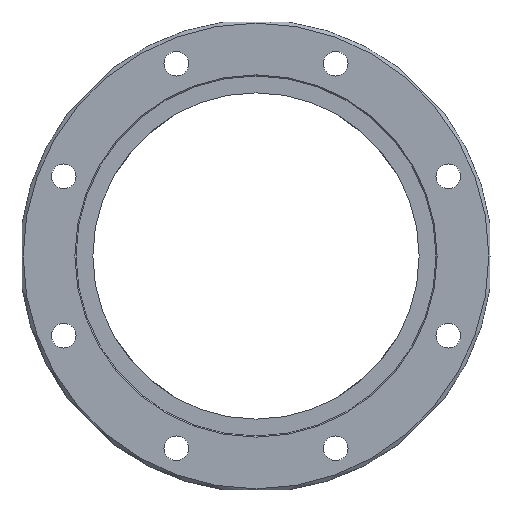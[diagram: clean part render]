
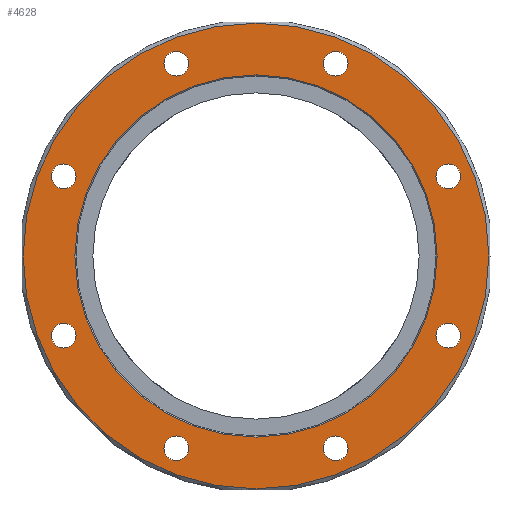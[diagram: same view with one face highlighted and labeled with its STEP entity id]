
A CAD part, left-side view. The second image highlights one B-rep face of the part: STEP entity #4628.
In plain terms, the highlighted planar face has unit normal (-1, 0, 0).
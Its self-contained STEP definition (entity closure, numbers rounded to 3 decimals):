
#1510=CARTESIAN_POINT('',(-30.,0.,0.));
#1511=DIRECTION('',(-1.,0.,0.));
#1512=DIRECTION('',(0.,1.,0.));
#1513=AXIS2_PLACEMENT_3D('',#1510,#1511,#1512);
#1515=CARTESIAN_POINT('',(-30.,0.,0.));
#1516=DIRECTION('',(-1.,0.,0.));
#1517=DIRECTION('',(0.,-1.,0.));
#1518=AXIS2_PLACEMENT_3D('',#1515,#1516,#1517);
#1520=CARTESIAN_POINT('',(-30.,170.918,70.796));
#1521=DIRECTION('',(1.,0.,0.));
#1522=DIRECTION('',(0.,-1.,0.));
#1523=AXIS2_PLACEMENT_3D('',#1520,#1521,#1522);
#1525=CARTESIAN_POINT('',(-30.,170.918,70.796));
#1526=DIRECTION('',(1.,0.,0.));
#1527=DIRECTION('',(0.,1.,0.));
#1528=AXIS2_PLACEMENT_3D('',#1525,#1526,#1527);
#1530=CARTESIAN_POINT('',(-30.,70.796,170.918));
#1531=DIRECTION('',(1.,0.,0.));
#1532=DIRECTION('',(0.,-1.,0.));
#1533=AXIS2_PLACEMENT_3D('',#1530,#1531,#1532);
#1535=CARTESIAN_POINT('',(-30.,70.796,170.918));
#1536=DIRECTION('',(1.,0.,0.));
#1537=DIRECTION('',(0.,1.,0.));
#1538=AXIS2_PLACEMENT_3D('',#1535,#1536,#1537);
#1540=CARTESIAN_POINT('',(-30.,-70.796,170.918));
#1541=DIRECTION('',(1.,0.,0.));
#1542=DIRECTION('',(0.,-1.,0.));
#1543=AXIS2_PLACEMENT_3D('',#1540,#1541,#1542);
#1545=CARTESIAN_POINT('',(-30.,-70.796,170.918));
#1546=DIRECTION('',(1.,0.,0.));
#1547=DIRECTION('',(0.,1.,0.));
#1548=AXIS2_PLACEMENT_3D('',#1545,#1546,#1547);
#1550=CARTESIAN_POINT('',(-30.,-170.918,70.796));
#1551=DIRECTION('',(1.,0.,0.));
#1552=DIRECTION('',(0.,-1.,0.));
#1553=AXIS2_PLACEMENT_3D('',#1550,#1551,#1552);
#1555=CARTESIAN_POINT('',(-30.,-170.918,70.796));
#1556=DIRECTION('',(1.,0.,0.));
#1557=DIRECTION('',(0.,1.,0.));
#1558=AXIS2_PLACEMENT_3D('',#1555,#1556,#1557);
#1560=CARTESIAN_POINT('',(-30.,-170.918,-70.796));
#1561=DIRECTION('',(1.,0.,0.));
#1562=DIRECTION('',(0.,-1.,0.));
#1563=AXIS2_PLACEMENT_3D('',#1560,#1561,#1562);
#1565=CARTESIAN_POINT('',(-30.,-170.918,-70.796));
#1566=DIRECTION('',(1.,0.,0.));
#1567=DIRECTION('',(0.,1.,0.));
#1568=AXIS2_PLACEMENT_3D('',#1565,#1566,#1567);
#1570=CARTESIAN_POINT('',(-30.,-70.796,-170.918));
#1571=DIRECTION('',(1.,0.,0.));
#1572=DIRECTION('',(0.,-1.,0.));
#1573=AXIS2_PLACEMENT_3D('',#1570,#1571,#1572);
#1575=CARTESIAN_POINT('',(-30.,-70.796,-170.918));
#1576=DIRECTION('',(1.,0.,0.));
#1577=DIRECTION('',(0.,1.,0.));
#1578=AXIS2_PLACEMENT_3D('',#1575,#1576,#1577);
#1580=CARTESIAN_POINT('',(-30.,70.796,-170.918));
#1581=DIRECTION('',(1.,0.,0.));
#1582=DIRECTION('',(0.,-1.,0.));
#1583=AXIS2_PLACEMENT_3D('',#1580,#1581,#1582);
#1585=CARTESIAN_POINT('',(-30.,70.796,-170.918));
#1586=DIRECTION('',(1.,0.,0.));
#1587=DIRECTION('',(0.,1.,0.));
#1588=AXIS2_PLACEMENT_3D('',#1585,#1586,#1587);
#1590=CARTESIAN_POINT('',(-30.,170.918,-70.796));
#1591=DIRECTION('',(1.,0.,0.));
#1592=DIRECTION('',(0.,-1.,0.));
#1593=AXIS2_PLACEMENT_3D('',#1590,#1591,#1592);
#1595=CARTESIAN_POINT('',(-30.,170.918,-70.796));
#1596=DIRECTION('',(1.,0.,0.));
#1597=DIRECTION('',(0.,1.,0.));
#1598=AXIS2_PLACEMENT_3D('',#1595,#1596,#1597);
#1600=CARTESIAN_POINT('',(-30.,0.,0.));
#1601=DIRECTION('',(-1.,0.,0.));
#1602=DIRECTION('',(0.,1.,0.));
#1603=AXIS2_PLACEMENT_3D('',#1600,#1601,#1602);
#1605=CARTESIAN_POINT('',(-30.,0.,0.));
#1606=DIRECTION('',(-1.,0.,0.));
#1607=DIRECTION('',(0.,-1.,0.));
#1608=AXIS2_PLACEMENT_3D('',#1605,#1606,#1607);
#2529=CARTESIAN_POINT('',(-30.,159.918,70.796));
#2530=CARTESIAN_POINT('',(-30.,181.918,70.796));
#2531=VERTEX_POINT('',#2529);
#2532=VERTEX_POINT('',#2530);
#2541=CARTESIAN_POINT('',(-30.,59.796,170.918));
#2542=CARTESIAN_POINT('',(-30.,81.796,170.918));
#2543=VERTEX_POINT('',#2541);
#2544=VERTEX_POINT('',#2542);
#2557=CARTESIAN_POINT('',(-30.,-81.796,170.918));
#2558=CARTESIAN_POINT('',(-30.,-59.796,170.918));
#2559=VERTEX_POINT('',#2557);
#2560=VERTEX_POINT('',#2558);
#2573=CARTESIAN_POINT('',(-30.,-181.918,70.796));
#2574=CARTESIAN_POINT('',(-30.,-159.918,70.796));
#2575=VERTEX_POINT('',#2573);
#2576=VERTEX_POINT('',#2574);
#2589=CARTESIAN_POINT('',(-30.,-181.918,-70.796));
#2590=CARTESIAN_POINT('',(-30.,-159.918,-70.796));
#2591=VERTEX_POINT('',#2589);
#2592=VERTEX_POINT('',#2590);
#2605=CARTESIAN_POINT('',(-30.,-81.796,-170.918));
#2606=CARTESIAN_POINT('',(-30.,-59.796,-170.918));
#2607=VERTEX_POINT('',#2605);
#2608=VERTEX_POINT('',#2606);
#2621=CARTESIAN_POINT('',(-30.,59.796,-170.918));
#2622=CARTESIAN_POINT('',(-30.,81.796,-170.918));
#2623=VERTEX_POINT('',#2621);
#2624=VERTEX_POINT('',#2622);
#2637=CARTESIAN_POINT('',(-30.,159.918,-70.796));
#2638=CARTESIAN_POINT('',(-30.,181.918,-70.796));
#2639=VERTEX_POINT('',#2637);
#2640=VERTEX_POINT('',#2638);
#2649=CARTESIAN_POINT('',(-30.,207.,0.));
#2650=CARTESIAN_POINT('',(-30.,-207.,0.));
#2651=VERTEX_POINT('',#2649);
#2652=VERTEX_POINT('',#2650);
#2657=CARTESIAN_POINT('',(-30.,161.,0.));
#2658=CARTESIAN_POINT('',(-30.,-161.,0.));
#2659=VERTEX_POINT('',#2657);
#2660=VERTEX_POINT('',#2658);
#4567=CARTESIAN_POINT('',(-30.,0.,0.));
#4568=DIRECTION('',(1.,0.,0.));
#4569=DIRECTION('',(0.,-1.,0.));
#4570=AXIS2_PLACEMENT_3D('',#4567,#4568,#4569);
#4571=PLANE('',#4570);
#4572=ORIENTED_EDGE('',*,*,#3283,.F.);
#4573=ORIENTED_EDGE('',*,*,#3319,.F.);
#4574=EDGE_LOOP('',(#4572,#4573));
#4575=FACE_OUTER_BOUND('',#4574,.F.);
#4577=ORIENTED_EDGE('',*,*,#4576,.F.);
#4579=ORIENTED_EDGE('',*,*,#4578,.F.);
#4580=EDGE_LOOP('',(#4577,#4579));
#4581=FACE_BOUND('',#4580,.F.);
#4583=ORIENTED_EDGE('',*,*,#4582,.F.);
#4585=ORIENTED_EDGE('',*,*,#4584,.F.);
#4586=EDGE_LOOP('',(#4583,#4585));
#4587=FACE_BOUND('',#4586,.F.);
#4589=ORIENTED_EDGE('',*,*,#4588,.F.);
#4591=ORIENTED_EDGE('',*,*,#4590,.F.);
#4592=EDGE_LOOP('',(#4589,#4591));
#4593=FACE_BOUND('',#4592,.F.);
#4595=ORIENTED_EDGE('',*,*,#4594,.F.);
#4597=ORIENTED_EDGE('',*,*,#4596,.F.);
#4598=EDGE_LOOP('',(#4595,#4597));
#4599=FACE_BOUND('',#4598,.F.);
#4601=ORIENTED_EDGE('',*,*,#4600,.F.);
#4603=ORIENTED_EDGE('',*,*,#4602,.F.);
#4604=EDGE_LOOP('',(#4601,#4603));
#4605=FACE_BOUND('',#4604,.F.);
#4607=ORIENTED_EDGE('',*,*,#4606,.F.);
#4609=ORIENTED_EDGE('',*,*,#4608,.F.);
#4610=EDGE_LOOP('',(#4607,#4609));
#4611=FACE_BOUND('',#4610,.F.);
#4613=ORIENTED_EDGE('',*,*,#4612,.F.);
#4615=ORIENTED_EDGE('',*,*,#4614,.F.);
#4616=EDGE_LOOP('',(#4613,#4615));
#4617=FACE_BOUND('',#4616,.F.);
#4619=ORIENTED_EDGE('',*,*,#4618,.F.);
#4621=ORIENTED_EDGE('',*,*,#4620,.F.);
#4622=EDGE_LOOP('',(#4619,#4621));
#4623=FACE_BOUND('',#4622,.F.);
#4624=ORIENTED_EDGE('',*,*,#4549,.T.);
#4625=ORIENTED_EDGE('',*,*,#4534,.T.);
#4626=EDGE_LOOP('',(#4624,#4625));
#4627=FACE_BOUND('',#4626,.F.);
#4628=ADVANCED_FACE('',(#4575,#4581,#4587,#4593,#4599,#4605,#4611,#4617,#4623,
#4627),#4571,.F.);
#1514=CIRCLE('',#1513,207.);
#1519=CIRCLE('',#1518,207.);
#1524=CIRCLE('',#1523,11.);
#1529=CIRCLE('',#1528,11.);
#1534=CIRCLE('',#1533,11.);
#1539=CIRCLE('',#1538,11.);
#1544=CIRCLE('',#1543,11.);
#1549=CIRCLE('',#1548,11.);
#1554=CIRCLE('',#1553,11.);
#1559=CIRCLE('',#1558,11.);
#1564=CIRCLE('',#1563,11.);
#1569=CIRCLE('',#1568,11.);
#1574=CIRCLE('',#1573,11.);
#1579=CIRCLE('',#1578,11.);
#1584=CIRCLE('',#1583,11.);
#1589=CIRCLE('',#1588,11.);
#1594=CIRCLE('',#1593,11.);
#1599=CIRCLE('',#1598,11.);
#1604=CIRCLE('',#1603,161.);
#1609=CIRCLE('',#1608,161.);
#3283=EDGE_CURVE('',#2651,#2652,#1514,.T.);
#3319=EDGE_CURVE('',#2652,#2651,#1519,.T.);
#4534=EDGE_CURVE('',#2660,#2659,#1609,.T.);
#4549=EDGE_CURVE('',#2659,#2660,#1604,.T.);
#4576=EDGE_CURVE('',#2531,#2532,#1524,.T.);
#4578=EDGE_CURVE('',#2532,#2531,#1529,.T.);
#4582=EDGE_CURVE('',#2543,#2544,#1534,.T.);
#4584=EDGE_CURVE('',#2544,#2543,#1539,.T.);
#4588=EDGE_CURVE('',#2559,#2560,#1544,.T.);
#4590=EDGE_CURVE('',#2560,#2559,#1549,.T.);
#4594=EDGE_CURVE('',#2575,#2576,#1554,.T.);
#4596=EDGE_CURVE('',#2576,#2575,#1559,.T.);
#4600=EDGE_CURVE('',#2591,#2592,#1564,.T.);
#4602=EDGE_CURVE('',#2592,#2591,#1569,.T.);
#4606=EDGE_CURVE('',#2607,#2608,#1574,.T.);
#4608=EDGE_CURVE('',#2608,#2607,#1579,.T.);
#4612=EDGE_CURVE('',#2623,#2624,#1584,.T.);
#4614=EDGE_CURVE('',#2624,#2623,#1589,.T.);
#4618=EDGE_CURVE('',#2639,#2640,#1594,.T.);
#4620=EDGE_CURVE('',#2640,#2639,#1599,.T.);
